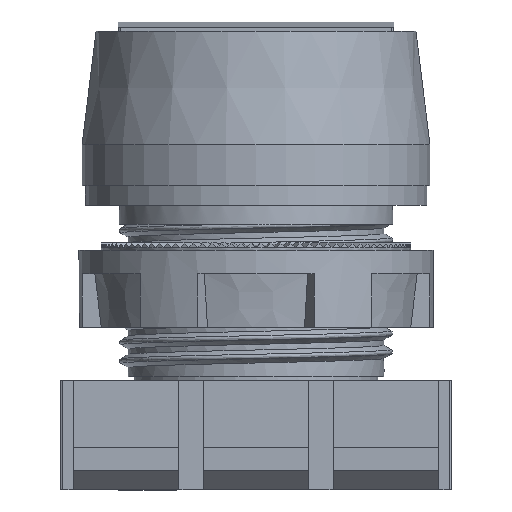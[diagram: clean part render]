
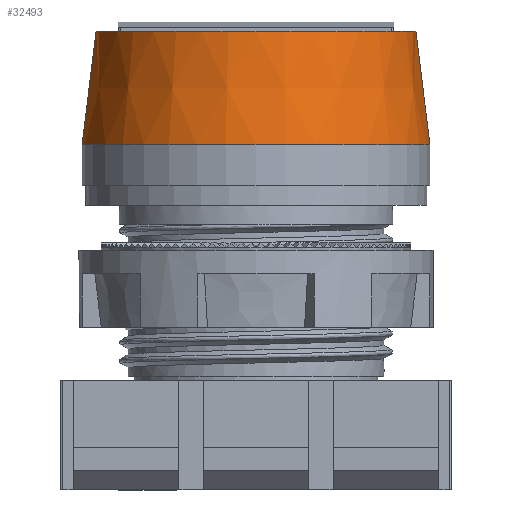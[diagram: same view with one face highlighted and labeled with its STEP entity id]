
A CAD part, front view. The second image highlights one B-rep face of the part: STEP entity #32493.
In plain terms, the highlighted conical face has half-angle 7 degrees and reference radius 14 mm.
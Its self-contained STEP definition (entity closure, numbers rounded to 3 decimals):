
#213=CONICAL_SURFACE('',#34991,14.,0.122);
#943=CIRCLE('',#34731,12.874);
#1074=CIRCLE('',#34992,14.);
#2737=FACE_OUTER_BOUND('',#4552,.T.);
#4552=EDGE_LOOP('',(#22878,#22879,#22880,#22881));
#7032=LINE('',#50709,#9994);
#7035=LINE('',#50715,#9997);
#9994=VECTOR('',#40316,10.);
#9997=VECTOR('',#40321,10.);
#13003=VERTEX_POINT('',#49900);
#13005=VERTEX_POINT('',#49904);
#13196=VERTEX_POINT('',#50708);
#13198=VERTEX_POINT('',#50714);
#16376=EDGE_CURVE('',#13003,#13005,#943,.T.);
#16705=EDGE_CURVE('',#13196,#13003,#7032,.T.);
#16708=EDGE_CURVE('',#13198,#13005,#7035,.T.);
#16709=EDGE_CURVE('',#13196,#13198,#1074,.T.);
#22878=ORIENTED_EDGE('',*,*,#16376,.T.);
#22879=ORIENTED_EDGE('',*,*,#16708,.F.);
#22880=ORIENTED_EDGE('',*,*,#16709,.F.);
#22881=ORIENTED_EDGE('',*,*,#16705,.T.);
#32493=ADVANCED_FACE('',(#2737),#213,.T.);
#34731=AXIS2_PLACEMENT_3D('',#49906,#39616,#39617);
#34991=AXIS2_PLACEMENT_3D('',#50713,#40319,#40320);
#34992=AXIS2_PLACEMENT_3D('',#50716,#40322,#40323);
#39616=DIRECTION('center_axis',(0.,0.,
-1.));
#39617=DIRECTION('ref_axis',(1.,0.,0.));
#40316=DIRECTION('',(-0.122,0.,0.993));
#40319=DIRECTION('center_axis',(0.,0.,
-1.));
#40320=DIRECTION('ref_axis',(1.,0.,0.));
#40321=DIRECTION('',(0.122,0.,0.993));
#40322=DIRECTION('center_axis',(0.,0.,
-1.));
#40323=DIRECTION('ref_axis',(1.,0.,0.));
#49900=CARTESIAN_POINT('',(12.874,-11.5,12.44));
#49904=CARTESIAN_POINT('',(-12.874,-11.5,12.44));
#49906=CARTESIAN_POINT('Origin',(0.,-11.5,12.44));
#50708=CARTESIAN_POINT('',(14.,-11.5,3.27));
#50709=CARTESIAN_POINT('',(14.,-11.5,3.27));
#50713=CARTESIAN_POINT('Origin',(0.,-11.5,3.27));
#50714=CARTESIAN_POINT('',(-14.,-11.5,3.27));
#50715=CARTESIAN_POINT('',(-14.,-11.5,3.27));
#50716=CARTESIAN_POINT('Origin',(0.,-11.5,3.27));
